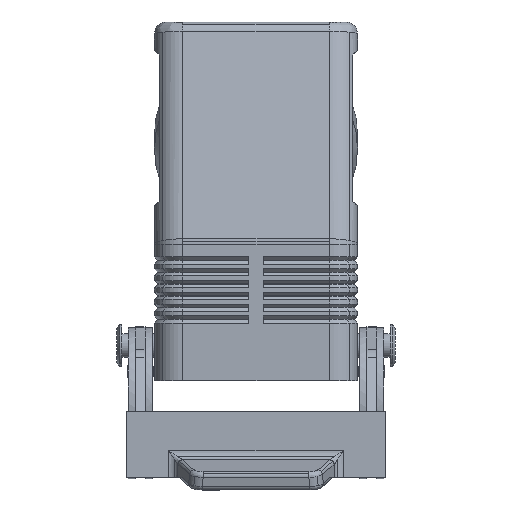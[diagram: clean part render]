
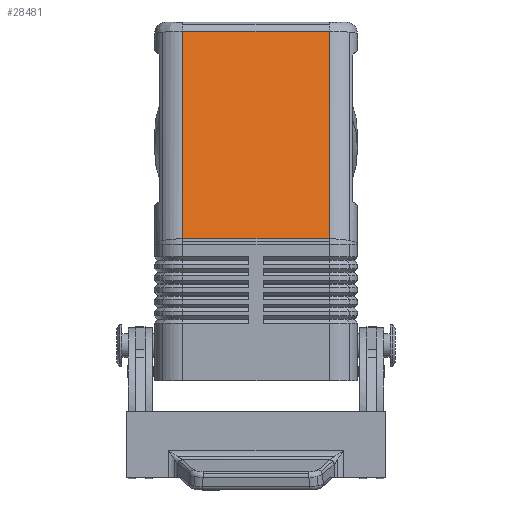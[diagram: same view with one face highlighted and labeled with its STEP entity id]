
A CAD part, left-side view. The second image highlights one B-rep face of the part: STEP entity #28481.
In plain terms, the highlighted planar face has unit normal (-0.98, 0, 0.2).
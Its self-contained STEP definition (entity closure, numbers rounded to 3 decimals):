
#1786=CARTESIAN_POINT('',(-59.879,-15.5,30.094));
#1787=VERTEX_POINT('',#1786);
#1795=CARTESIAN_POINT('',(-59.879,15.5,30.094));
#1796=VERTEX_POINT('',#1795);
#1797=CARTESIAN_POINT('',(-59.879,-15.5,30.094));
#1798=DIRECTION('',(0.0,1.0,0.0));
#1799=VECTOR('',#1798,31.);
#1800=LINE('',#1797,#1799);
#1801=EDGE_CURVE('',#1787,#1796,#1800,.T.);
#28021=CARTESIAN_POINT('',(-50.909,-15.5,74.));
#28022=VERTEX_POINT('',#28021);
#28030=CARTESIAN_POINT('',(-50.909,-15.5,74.));
#28031=DIRECTION('',(-0.2,0.0,-0.98));
#28032=VECTOR('',#28031,44.813);
#28033=LINE('',#28030,#28032);
#28034=EDGE_CURVE('',#28022,#1787,#28033,.T.);
#28458=CARTESIAN_POINT('',(-50.5,0.0,76.0));
#28459=DIRECTION('',(-0.98,0.0,0.2));
#28460=DIRECTION('',(0.2,0.0,0.98));
#28461=AXIS2_PLACEMENT_3D('',#28458,#28459,#28460);
#28462=PLANE('',#28461);
#28463=ORIENTED_EDGE('',*,*,#28034,.F.);
#28464=CARTESIAN_POINT('',(-50.909,15.5,74.));
#28465=VERTEX_POINT('',#28464);
#28466=CARTESIAN_POINT('',(-50.909,15.5,74.));
#28467=DIRECTION('',(0.0,-1.0,0.0));
#28468=VECTOR('',#28467,31.);
#28469=LINE('',#28466,#28468);
#28470=EDGE_CURVE('',#28465,#28022,#28469,.T.);
#28471=ORIENTED_EDGE('',*,*,#28470,.F.);
#28472=CARTESIAN_POINT('',(-59.879,15.5,30.094));
#28473=DIRECTION('',(0.2,0.0,0.98));
#28474=VECTOR('',#28473,44.813);
#28475=LINE('',#28472,#28474);
#28476=EDGE_CURVE('',#1796,#28465,#28475,.T.);
#28477=ORIENTED_EDGE('',*,*,#28476,.F.);
#28478=ORIENTED_EDGE('',*,*,#1801,.F.);
#28479=EDGE_LOOP('',(#28463,#28471,#28477,#28478));
#28480=FACE_OUTER_BOUND('',#28479,.T.);
#28481=ADVANCED_FACE('',(#28480),#28462,.T.);
